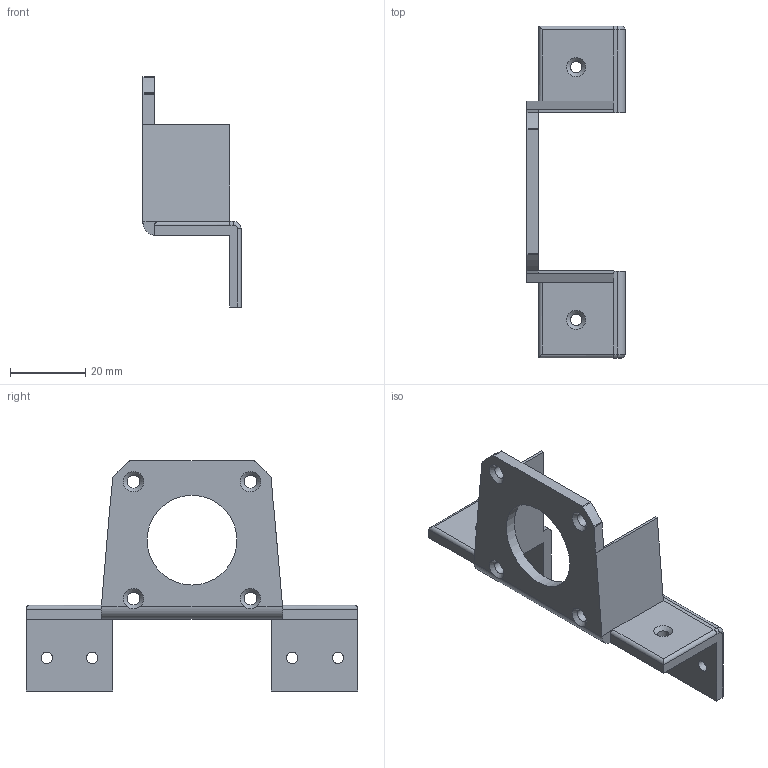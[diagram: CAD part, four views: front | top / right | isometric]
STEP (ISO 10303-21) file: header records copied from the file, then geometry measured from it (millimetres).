
FILE_DESCRIPTION(/* description */ (''),/* implementation_level */ '2;1');
FILE_NAME(/* name */ 'nemamountconv(1x).step',/* time_stamp */ '2025-11-17T17:38:07+05:30',/* author */ (''),/* organization */ (''),/* preprocessor_version */ 'ST-DEVELOPER v20.1',/* originating_system */ 'Autodesk Translation Framework v14.21.0.0',/* authorisation */ '');
FILE_SCHEMA (('AUTOMOTIVE_DESIGN { 1 0 10303 214 3 1 1 }'));
Length unit declared in the file: millimetre
Products named in the file (1): nemamountconv(1x)
Bounding box: 26 x 88 x 60.99 mm (x, y, z)
Volume: 12228.1 mm3; surface area: 10209.9 mm2
Topology: 1 solids, 1 shells, 75 faces, 203 edges, 128 vertices
Faces by surface type: plane 35, cylinder 28, cone 10, bspline 2
Full cylindrical faces by diameter (mm): 3 x6, 3.4 x4, 23.784 x1
Entity records: 2450 total; most frequent: CARTESIAN_POINT 443, DIRECTION 417, ORIENTED_EDGE 406, EDGE_CURVE 203, AXIS2_PLACEMENT_3D 142, LINE 133, VECTOR 133, VERTEX_POINT 128
